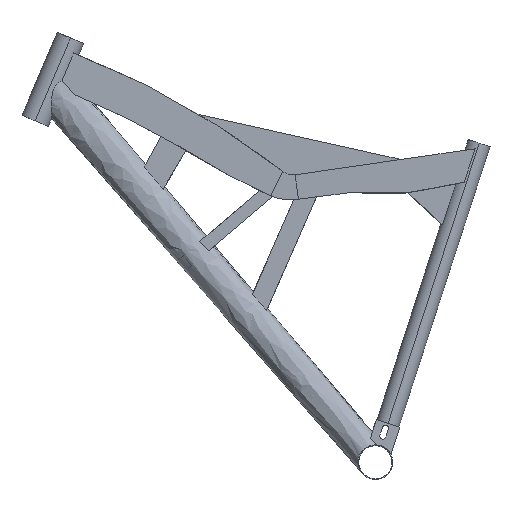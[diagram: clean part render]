
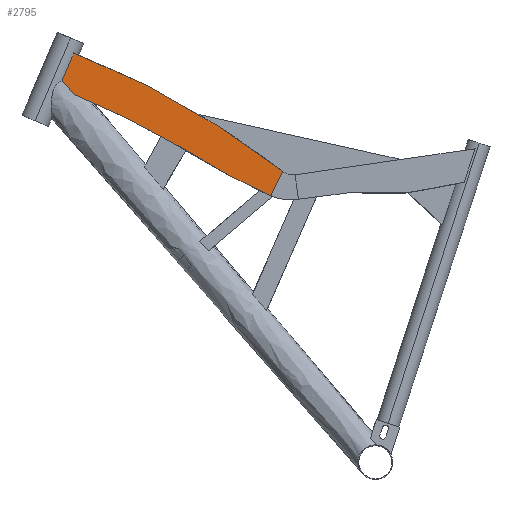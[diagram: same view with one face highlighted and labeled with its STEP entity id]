
A CAD part, left-side view. The second image highlights one B-rep face of the part: STEP entity #2795.
In plain terms, the highlighted planar face has unit normal (-1, 0, 0).
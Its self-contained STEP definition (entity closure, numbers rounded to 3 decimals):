
#945=CARTESIAN_POINT('Line Origine',(-17.463,153.455,432.815)) ;
#949=CARTESIAN_POINT('Vertex',(-17.463,144.085,451.747)) ;
#951=CARTESIAN_POINT('Vertex',(-17.463,162.824,413.882)) ;
#1831=CARTESIAN_POINT('Control Point',(-17.463,467.238,570.576)) ;
#1832=CARTESIAN_POINT('Control Point',(-17.463,451.375,564.022)) ;
#1833=CARTESIAN_POINT('Control Point',(-17.463,435.608,557.247)) ;
#1834=CARTESIAN_POINT('Control Point',(-17.463,419.948,550.25)) ;
#1835=CARTESIAN_POINT('Control Point',(-17.463,386.626,534.734)) ;
#1836=CARTESIAN_POINT('Control Point',(-17.463,353.966,518.019)) ;
#1837=CARTESIAN_POINT('Control Point',(-17.463,336.774,508.734)) ;
#1838=CARTESIAN_POINT('Control Point',(-17.463,313.98,495.703)) ;
#1839=CARTESIAN_POINT('Control Point',(-17.463,291.057,482.164)) ;
#1840=CARTESIAN_POINT('Control Point',(-17.462,285.624,478.94)) ;
#1841=CARTESIAN_POINT('Control Point',(-17.463,270.568,470.01)) ;
#1842=CARTESIAN_POINT('Control Point',(-17.462,255.288,461.069)) ;
#1843=CARTESIAN_POINT('Control Point',(-17.463,245.842,455.642)) ;
#1844=CARTESIAN_POINT('Control Point',(-17.463,223.923,443.409)) ;
#1845=CARTESIAN_POINT('Control Point',(-17.463,201.484,431.834)) ;
#1846=CARTESIAN_POINT('Control Point',(-17.463,188.684,425.585)) ;
#1847=CARTESIAN_POINT('Control Point',(-17.463,175.796,419.622)) ;
#1848=CARTESIAN_POINT('Control Point',(-17.463,162.824,413.882)) ;
#1849=CARTESIAN_POINT('Vertex',(-17.463,467.238,570.576)) ;
#2470=CARTESIAN_POINT('Control Point',(-17.462,486.292,592.814)) ;
#2471=CARTESIAN_POINT('Control Point',(-17.462,479.942,585.398)) ;
#2472=CARTESIAN_POINT('Control Point',(-17.463,473.591,577.985)) ;
#2473=CARTESIAN_POINT('Control Point',(-17.463,467.238,570.576)) ;
#2474=CARTESIAN_POINT('Vertex',(-17.463,486.292,592.814)) ;
#2717=CARTESIAN_POINT('Axis2P3D Location',(-17.463,297.715,514.741)) ;
#2723=CARTESIAN_POINT('Control Point',(-17.463,468.225,635.173)) ;
#2724=CARTESIAN_POINT('Control Point',(-17.463,449.581,628.092)) ;
#2725=CARTESIAN_POINT('Control Point',(-17.463,431.09,620.607)) ;
#2726=CARTESIAN_POINT('Control Point',(-17.463,412.775,612.698)) ;
#2727=CARTESIAN_POINT('Control Point',(-17.463,388.419,601.565)) ;
#2728=CARTESIAN_POINT('Control Point',(-17.463,364.376,589.763)) ;
#2729=CARTESIAN_POINT('Control Point',(-17.463,358.264,586.71)) ;
#2730=CARTESIAN_POINT('Control Point',(-17.463,339.884,577.366)) ;
#2731=CARTESIAN_POINT('Control Point',(-17.463,321.701,567.632)) ;
#2732=CARTESIAN_POINT('Control Point',(-17.463,309.633,560.947)) ;
#2733=CARTESIAN_POINT('Control Point',(-17.463,295.475,552.838)) ;
#2734=CARTESIAN_POINT('Control Point',(-17.463,281.458,544.532)) ;
#2735=CARTESIAN_POINT('Control Point',(-17.463,279.286,543.238)) ;
#2736=CARTESIAN_POINT('Control Point',(-17.463,276.914,541.819)) ;
#2737=CARTESIAN_POINT('Control Point',(-17.463,274.546,540.394)) ;
#2738=CARTESIAN_POINT('Control Point',(-17.463,274.343,540.272)) ;
#2739=CARTESIAN_POINT('Control Point',(-17.463,273.738,539.908)) ;
#2740=CARTESIAN_POINT('Control Point',(-17.463,273.127,539.539)) ;
#2741=CARTESIAN_POINT('Control Point',(-17.463,272.705,539.285)) ;
#2742=CARTESIAN_POINT('Control Point',(-17.463,271.85,538.768)) ;
#2743=CARTESIAN_POINT('Control Point',(-17.463,271.003,538.256)) ;
#2744=CARTESIAN_POINT('Control Point',(-17.463,270.71,538.078)) ;
#2745=CARTESIAN_POINT('Control Point',(-17.463,267.668,536.235)) ;
#2746=CARTESIAN_POINT('Control Point',(-17.463,264.639,534.389)) ;
#2747=CARTESIAN_POINT('Control Point',(-17.463,262.101,532.834)) ;
#2748=CARTESIAN_POINT('Control Point',(-17.463,258.626,530.696)) ;
#2749=CARTESIAN_POINT('Control Point',(-17.463,255.15,528.544)) ;
#2750=CARTESIAN_POINT('Control Point',(-17.463,254.306,528.022)) ;
#2751=CARTESIAN_POINT('Control Point',(-17.463,251.782,526.455)) ;
#2752=CARTESIAN_POINT('Control Point',(-17.463,249.257,524.882)) ;
#2753=CARTESIAN_POINT('Control Point',(-17.463,247.636,523.871)) ;
#2754=CARTESIAN_POINT('Control Point',(-17.463,245.899,522.784)) ;
#2755=CARTESIAN_POINT('Control Point',(-17.463,244.162,521.696)) ;
#2756=CARTESIAN_POINT('Control Point',(-17.463,244.046,521.623)) ;
#2757=CARTESIAN_POINT('Control Point',(-17.463,243.815,521.478)) ;
#2758=CARTESIAN_POINT('Control Point',(-17.463,243.583,521.333)) ;
#2759=CARTESIAN_POINT('Control Point',(-17.463,243.467,521.26)) ;
#2760=CARTESIAN_POINT('Control Point',(-17.463,242.729,520.797)) ;
#2761=CARTESIAN_POINT('Control Point',(-17.463,241.982,520.327)) ;
#2762=CARTESIAN_POINT('Control Point',(-17.463,241.296,519.896)) ;
#2763=CARTESIAN_POINT('Control Point',(-17.463,240.329,519.287)) ;
#2764=CARTESIAN_POINT('Control Point',(-17.463,239.381,518.689)) ;
#2765=CARTESIAN_POINT('Control Point',(-17.463,239.104,518.515)) ;
#2766=CARTESIAN_POINT('Control Point',(-17.463,235.157,516.021)) ;
#2767=CARTESIAN_POINT('Control Point',(-17.463,231.224,513.511)) ;
#2768=CARTESIAN_POINT('Control Point',(-17.463,227.633,511.185)) ;
#2769=CARTESIAN_POINT('Control Point',(-17.463,219.779,506.01)) ;
#2770=CARTESIAN_POINT('Control Point',(-17.463,212.029,500.701)) ;
#2771=CARTESIAN_POINT('Control Point',(-17.463,207.835,497.764)) ;
#2772=CARTESIAN_POINT('Control Point',(-17.463,201.051,492.921)) ;
#2773=CARTESIAN_POINT('Control Point',(-17.463,194.322,488.)) ;
#2774=CARTESIAN_POINT('Control Point',(-17.463,191.732,486.091)) ;
#2775=CARTESIAN_POINT('Control Point',(-17.463,180.745,477.951)) ;
#2776=CARTESIAN_POINT('Control Point',(-17.463,169.804,469.74)) ;
#2777=CARTESIAN_POINT('Control Point',(-17.463,161.386,463.518)) ;
#2778=CARTESIAN_POINT('Control Point',(-17.463,152.828,457.491)) ;
#2779=CARTESIAN_POINT('Control Point',(-17.463,144.085,451.747)) ;
#2780=CARTESIAN_POINT('Vertex',(-17.462,468.225,635.173)) ;
#2783=CARTESIAN_POINT('Line Origine',(-17.463,477.258,613.993)) ;
#946=DIRECTION('Vector Direction',(0.,0.444,-0.896)) ;
#2718=DIRECTION('Axis2P3D Direction',(1.,0.,0.)) ;
#2719=DIRECTION('Axis2P3D XDirection',(0.,-0.941,-0.339)) ;
#2784=DIRECTION('Vector Direction',(0.,-0.392,0.92)) ;
#2720=AXIS2_PLACEMENT_3D('Plane Axis2P3D',#2717,#2718,#2719) ;
#2789=ORIENTED_EDGE('',*,*,#1851,.T.) ;
#2790=ORIENTED_EDGE('',*,*,#953,.F.) ;
#2791=ORIENTED_EDGE('',*,*,#2782,.F.) ;
#2792=ORIENTED_EDGE('',*,*,#2787,.T.) ;
#2793=ORIENTED_EDGE('',*,*,#2476,.T.) ;
#947=VECTOR('Line Direction',#946,1.) ;
#2785=VECTOR('Line Direction',#2784,1.) ;
#2795=ADVANCED_FACE('PartBody',(#2794),#2721,.F.) ;
#1830=B_SPLINE_CURVE_WITH_KNOTS('',5,(#1831,#1832,#1833,#1834,#1835,#1836,#1837,#1838,#1839,#1840,#1841,#1842,#1843,#1844,#1845,#1846,#1847,#1848),.UNSPECIFIED.,.F.,.U.,(6,3,3,3,3,6),(46.303,133.398,233.101,266.972,320.147,389.268),.UNSPECIFIED.) ;
#2469=B_SPLINE_CURVE_WITH_KNOTS('',3,(#2470,#2471,#2472,#2473),.UNSPECIFIED.,.F.,.U.,(4,4),(0.,41.303),.UNSPECIFIED.) ;
#2722=B_SPLINE_CURVE_WITH_KNOTS('',5,(#2723,#2724,#2725,#2726,#2727,#2728,#2729,#2730,#2731,#2732,#2733,#2734,#2735,#2736,#2737,#2738,#2739,#2740,#2741,#2742,#2743,#2744,#2745,#2746,#2747,#2748,#2749,#2750,#2751,#2752,#2753,#2754,#2755,#2756,#2757,#2758,#2759,#2760,#2761,#2762,#2763,#2764,#2765,#2766,#2767,#2768,#2769,#2770,#2771,#2772,#2773,#2774,#2775,#2776,#2777,#2778,#2779),.UNSPECIFIED.,.F.,.U.,(6,3,3,3,3,3,3,3,3,3,3,3,3,3,3,3,3,3,6),(0.,140.534,188.66,285.73,303.564,305.234,308.557,312.123,333.672,341.258,354.821,355.789,356.758,361.946,364.652,395.072,431.538,454.462,528.935),.UNSPECIFIED.) ;
#953=EDGE_CURVE('',#950,#952,#948,.T.) ;
#1851=EDGE_CURVE('',#1850,#952,#1830,.T.) ;
#2476=EDGE_CURVE('',#2475,#1850,#2469,.T.) ;
#2782=EDGE_CURVE('',#2781,#950,#2722,.T.) ;
#2787=EDGE_CURVE('',#2781,#2475,#2786,.F.) ;
#2788=EDGE_LOOP('',(#2789,#2790,#2791,#2792,#2793)) ;
#2794=FACE_OUTER_BOUND('',#2788,.T.) ;
#948=LINE('Line',#945,#947) ;
#2786=LINE('Line',#2783,#2785) ;
#2721=PLANE('',#2720) ;
#950=VERTEX_POINT('',#949) ;
#952=VERTEX_POINT('',#951) ;
#1850=VERTEX_POINT('',#1849) ;
#2475=VERTEX_POINT('',#2474) ;
#2781=VERTEX_POINT('',#2780) ;
